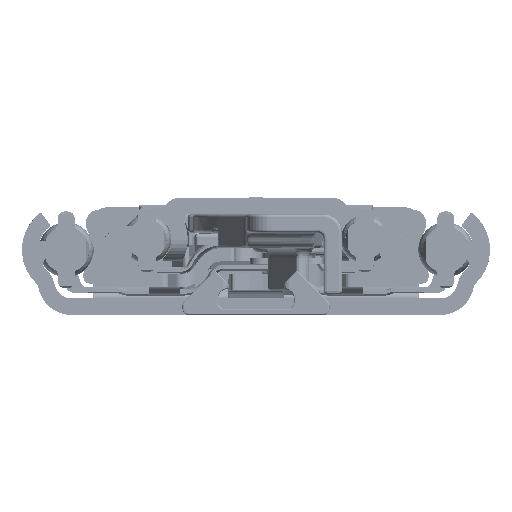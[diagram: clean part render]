
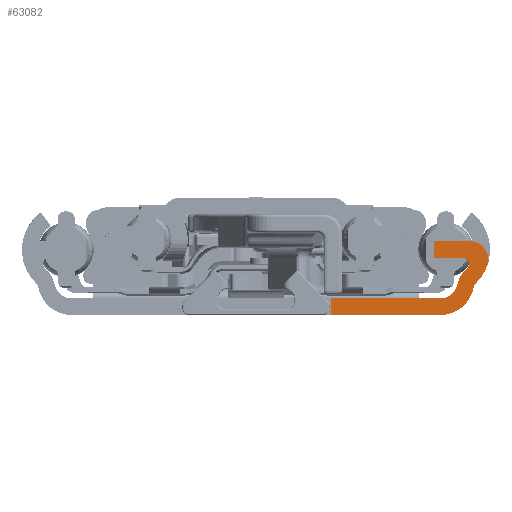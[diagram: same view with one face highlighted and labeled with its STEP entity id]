
A CAD part, front view. The second image highlights one B-rep face of the part: STEP entity #63082.
In plain terms, the highlighted planar face has unit normal (0, -1, 0).
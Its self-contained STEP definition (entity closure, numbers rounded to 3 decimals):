
#2988=PLANE('',#67359);
#4343=FACE_OUTER_BOUND('',#8030,.T.);
#8030=EDGE_LOOP('',(#41407,#41408,#41409,#41410,#41411,#41412,#41413,#41414,
#41415,#41416,#41417,#41418,#41419,#41420,#41421,#41422));
#11773=LINE('',#93491,#16784);
#11779=LINE('',#93503,#16790);
#11821=LINE('',#93630,#16832);
#11833=LINE('',#93693,#16844);
#11834=LINE('',#93701,#16845);
#11835=LINE('',#93703,#16846);
#11836=LINE('',#93705,#16847);
#11837=LINE('',#93713,#16848);
#16784=VECTOR('',#74397,10.);
#16790=VECTOR('',#74411,10.);
#16832=VECTOR('',#74499,10.);
#16844=VECTOR('',#74551,10.);
#16845=VECTOR('',#74558,10.);
#16846=VECTOR('',#74559,10.);
#16847=VECTOR('',#74560,10.);
#16848=VECTOR('',#74567,10.);
#21836=CIRCLE('',#67360,5.45);
#21837=CIRCLE('',#67361,1.5);
#21838=CIRCLE('',#67362,7.6);
#21839=CIRCLE('',#67363,3.);
#21840=CIRCLE('',#67364,1.);
#21841=CIRCLE('',#67365,4.9);
#21842=CIRCLE('',#67366,4.2);
#21843=CIRCLE('',#67367,2.75);
#24886=VERTEX_POINT('',#93487);
#24888=VERTEX_POINT('',#93490);
#24890=VERTEX_POINT('',#93502);
#24952=VERTEX_POINT('',#93628);
#24982=VERTEX_POINT('',#93690);
#24983=VERTEX_POINT('',#93692);
#24984=VERTEX_POINT('',#93694);
#24985=VERTEX_POINT('',#93696);
#24986=VERTEX_POINT('',#93698);
#24987=VERTEX_POINT('',#93700);
#24988=VERTEX_POINT('',#93702);
#24989=VERTEX_POINT('',#93704);
#24990=VERTEX_POINT('',#93706);
#24991=VERTEX_POINT('',#93708);
#24992=VERTEX_POINT('',#93710);
#24993=VERTEX_POINT('',#93712);
#31272=EDGE_CURVE('',#24888,#24886,#11773,.T.);
#31279=EDGE_CURVE('',#24890,#24888,#11779,.T.);
#31343=EDGE_CURVE('',#24886,#24952,#11821,.T.);
#31373=EDGE_CURVE('',#24952,#24982,#21836,.T.);
#31374=EDGE_CURVE('',#24982,#24983,#11833,.T.);
#31375=EDGE_CURVE('',#24983,#24984,#21837,.T.);
#31376=EDGE_CURVE('',#24984,#24985,#21838,.T.);
#31377=EDGE_CURVE('',#24985,#24986,#21839,.T.);
#31378=EDGE_CURVE('',#24986,#24987,#11834,.T.);
#31379=EDGE_CURVE('',#24987,#24988,#11835,.T.);
#31380=EDGE_CURVE('',#24988,#24989,#11836,.T.);
#31381=EDGE_CURVE('',#24989,#24990,#21840,.T.);
#31382=EDGE_CURVE('',#24990,#24991,#21841,.T.);
#31383=EDGE_CURVE('',#24991,#24992,#21842,.T.);
#31384=EDGE_CURVE('',#24992,#24993,#11837,.T.);
#31385=EDGE_CURVE('',#24993,#24890,#21843,.T.);
#41407=ORIENTED_EDGE('',*,*,#31272,.T.);
#41408=ORIENTED_EDGE('',*,*,#31343,.T.);
#41409=ORIENTED_EDGE('',*,*,#31373,.T.);
#41410=ORIENTED_EDGE('',*,*,#31374,.T.);
#41411=ORIENTED_EDGE('',*,*,#31375,.T.);
#41412=ORIENTED_EDGE('',*,*,#31376,.T.);
#41413=ORIENTED_EDGE('',*,*,#31377,.T.);
#41414=ORIENTED_EDGE('',*,*,#31378,.T.);
#41415=ORIENTED_EDGE('',*,*,#31379,.T.);
#41416=ORIENTED_EDGE('',*,*,#31380,.T.);
#41417=ORIENTED_EDGE('',*,*,#31381,.T.);
#41418=ORIENTED_EDGE('',*,*,#31382,.T.);
#41419=ORIENTED_EDGE('',*,*,#31383,.T.);
#41420=ORIENTED_EDGE('',*,*,#31384,.T.);
#41421=ORIENTED_EDGE('',*,*,#31385,.T.);
#41422=ORIENTED_EDGE('',*,*,#31279,.T.);
#63082=ADVANCED_FACE('',(#4343),#2988,.F.);
#67359=AXIS2_PLACEMENT_3D('',#93689,#74547,#74548);
#67360=AXIS2_PLACEMENT_3D('',#93691,#74549,#74550);
#67361=AXIS2_PLACEMENT_3D('',#93695,#74552,#74553);
#67362=AXIS2_PLACEMENT_3D('',#93697,#74554,#74555);
#67363=AXIS2_PLACEMENT_3D('',#93699,#74556,#74557);
#67364=AXIS2_PLACEMENT_3D('',#93707,#74561,#74562);
#67365=AXIS2_PLACEMENT_3D('',#93709,#74563,#74564);
#67366=AXIS2_PLACEMENT_3D('',#93711,#74565,#74566);
#67367=AXIS2_PLACEMENT_3D('',#93714,#74568,#74569);
#74397=DIRECTION('',(0.,0.,-1.));
#74411=DIRECTION('',(-1.,0.,0.));
#74499=DIRECTION('',(1.,0.,0.));
#74547=DIRECTION('center_axis',(0.,1.,0.));
#74548=DIRECTION('ref_axis',(0.,0.,1.));
#74549=DIRECTION('center_axis',(0.,-1.,0.));
#74550=DIRECTION('ref_axis',(-0.966,0.,0.259));
#74551=DIRECTION('',(0.259,0.,0.966));
#74552=DIRECTION('center_axis',(0.,1.,0.));
#74553=DIRECTION('ref_axis',(-0.966,0.,0.259));
#74554=DIRECTION('center_axis',(0.,-1.,0.));
#74555=DIRECTION('ref_axis',(-0.938,0.,0.348));
#74556=DIRECTION('center_axis',(0.,-1.,0.));
#74557=DIRECTION('ref_axis',(0.,0.,
-1.));
#74558=DIRECTION('',(-1.,0.,0.));
#74559=DIRECTION('',(0.,0.,-1.));
#74560=DIRECTION('',(1.,0.,0.));
#74561=DIRECTION('center_axis',(0.,1.,0.));
#74562=DIRECTION('ref_axis',(0.,0.,1.));
#74563=DIRECTION('center_axis',(0.,1.,0.));
#74564=DIRECTION('ref_axis',(0.808,0.,-0.59));
#74565=DIRECTION('center_axis',(0.,-1.,0.));
#74566=DIRECTION('ref_axis',(0.966,0.,-0.259));
#74567=DIRECTION('',(-0.259,0.,-0.966));
#74568=DIRECTION('center_axis',(0.,1.,0.));
#74569=DIRECTION('ref_axis',(0.966,0.,-0.259));
#93487=CARTESIAN_POINT('',(12.227,0.,0.));
#93490=CARTESIAN_POINT('',(12.227,0.,2.7));
#93491=CARTESIAN_POINT('',(12.227,0.,3.391));
#93502=CARTESIAN_POINT('',(30.069,0.,2.7));
#93503=CARTESIAN_POINT('',(30.069,0.,2.7));
#93628=CARTESIAN_POINT('',(30.069,0.,0.));
#93630=CARTESIAN_POINT('',(25.,0.,0.));
#93689=CARTESIAN_POINT('Origin',(0.,0.,4.082));
#93690=CARTESIAN_POINT('',(35.333,0.,4.039));
#93691=CARTESIAN_POINT('Origin',(30.069,0.,
5.45));
#93692=CARTESIAN_POINT('',(35.465,0.,4.533));
#93693=CARTESIAN_POINT('',(35.333,0.,4.039));
#93694=CARTESIAN_POINT('',(35.857,0.,5.209));
#93695=CARTESIAN_POINT('Origin',(36.914,0.,
4.145));
#93696=CARTESIAN_POINT('',(37.625,0.,7.957));
#93697=CARTESIAN_POINT('Origin',(30.5,0.,
10.6));
#93698=CARTESIAN_POINT('',(34.813,0.,12.));
#93699=CARTESIAN_POINT('Origin',(34.813,0.,
9.));
#93700=CARTESIAN_POINT('',(29.,0.,12.));
#93701=CARTESIAN_POINT('',(34.813,0.,12.));
#93702=CARTESIAN_POINT('',(29.,0.,9.3));
#93703=CARTESIAN_POINT('',(29.,0.,12.));
#93704=CARTESIAN_POINT('',(33.65,0.,9.3));
#93705=CARTESIAN_POINT('',(29.,0.,9.3));
#93706=CARTESIAN_POINT('',(34.457,0.,7.71));
#93707=CARTESIAN_POINT('Origin',(33.65,0.,
8.3));
#93708=CARTESIAN_POINT('',(33.954,0.,7.124));
#93709=CARTESIAN_POINT('Origin',(30.5,0.,
10.6));
#93710=CARTESIAN_POINT('',(32.857,0.,5.232));
#93711=CARTESIAN_POINT('Origin',(36.914,0.,
4.145));
#93712=CARTESIAN_POINT('',(32.725,0.,4.738));
#93713=CARTESIAN_POINT('',(32.857,0.,5.232));
#93714=CARTESIAN_POINT('Origin',(30.069,0.,
5.45));
